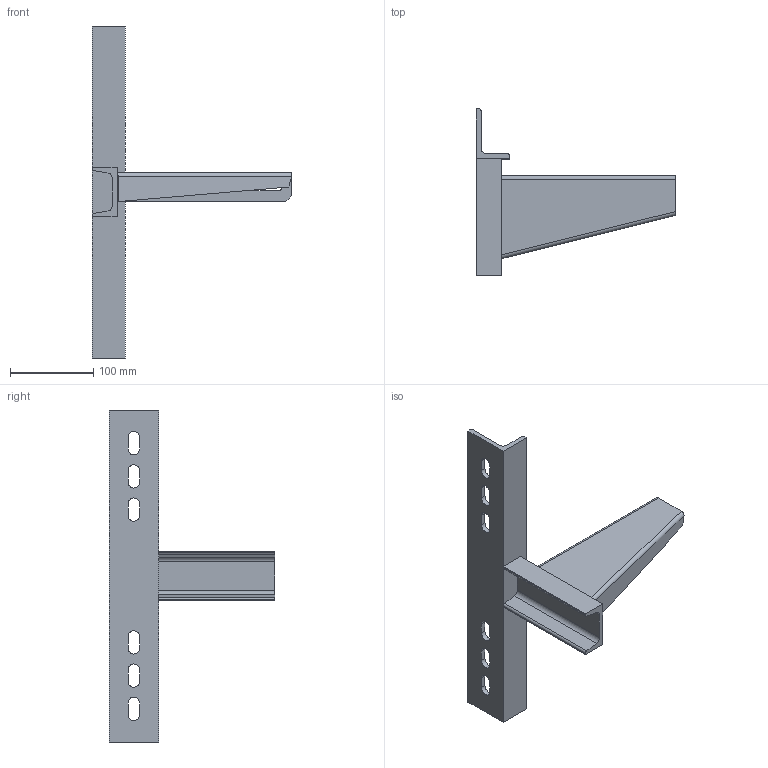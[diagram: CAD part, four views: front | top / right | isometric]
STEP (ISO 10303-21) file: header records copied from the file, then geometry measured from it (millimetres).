
FILE_DESCRIPTION (( 'STEP AP214' ), '1' );
FILE_NAME ('6417941.stp', '2021-03-24T15:36:39', ( '' ), ( '' ), 'SwSTEP 2.0', 'SolidWorks 2020', '' );
FILE_SCHEMA (( 'AUTOMOTIVE_DESIGN' ));
Length unit declared in the file: millimetre
Products named in the file (4): 072427_Standard; 6417941; KTS 04.019-011_Formteil AW-AS 80-210; 051162_Standard
Assembly tree (3 placements, depth 2):
  6417941
    051162_Standard
    072427_Standard
    KTS 04.019-011_Formteil AW-AS 80-210
Bounding box: 240.27 x 200 x 400 mm (x, y, z)
Volume: 381797 mm3; surface area: 162356.5 mm2
Topology: 3 solids, 3 shells, 81 faces, 209 edges, 134 vertices
Faces by surface type: plane 51, cylinder 27, bspline 3
Entity records: 2696 total; most frequent: CARTESIAN_POINT 526, ORIENTED_EDGE 418, DIRECTION 416, EDGE_CURVE 209, LINE 148, VECTOR 148, AXIS2_PLACEMENT_3D 134, VERTEX_POINT 134
